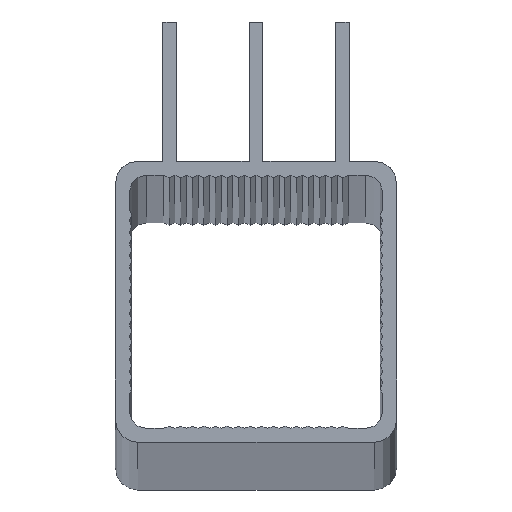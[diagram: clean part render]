
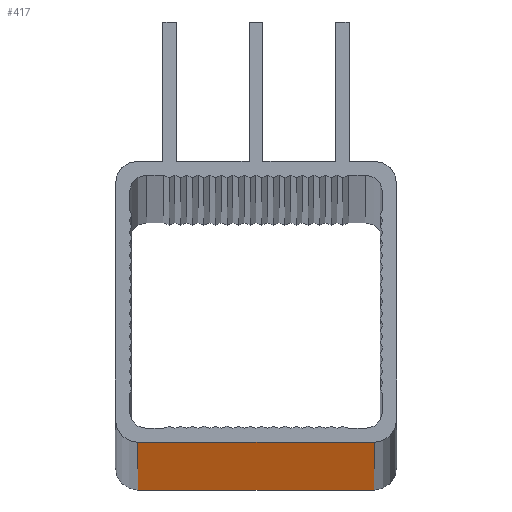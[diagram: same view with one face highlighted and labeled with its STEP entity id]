
A CAD part, top view. The second image highlights one B-rep face of the part: STEP entity #417.
In plain terms, the highlighted planar face has unit normal (0, -1, 0).
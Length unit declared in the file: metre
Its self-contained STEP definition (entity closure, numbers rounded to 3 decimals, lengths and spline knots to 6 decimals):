
#417=ADVANCED_FACE('',(#1099),#1100,.F.);
#1099=FACE_OUTER_BOUND('',#2106,.T.);
#1100=PLANE('',#2107);
#2106=EDGE_LOOP('',(#3433,#3434,#3435,#3436));
#2107=AXIS2_PLACEMENT_3D('',#3437,#3438,#3439);
#3433=ORIENTED_EDGE('',*,*,#5146,.T.);
#3434=ORIENTED_EDGE('',*,*,#5147,.F.);
#3435=ORIENTED_EDGE('',*,*,#5148,.F.);
#3436=ORIENTED_EDGE('',*,*,#5149,.T.);
#3437=CARTESIAN_POINT('',(0.342457,0.119379,0.0));
#3438=DIRECTION('',(0.0,1.0,0.0));
#3439=DIRECTION('',(0.0,0.0,1.0));
#5146=EDGE_CURVE('',#5848,#5849,#5850,.T.);
#5147=EDGE_CURVE('',#5851,#5849,#5852,.T.);
#5148=EDGE_CURVE('',#5853,#5851,#5854,.T.);
#5149=EDGE_CURVE('',#5853,#5848,#5855,.T.);
#5848=VERTEX_POINT('',#6870);
#5849=VERTEX_POINT('',#6871);
#5850=LINE('',#6872,#6873);
#5851=VERTEX_POINT('',#6874);
#5852=LINE('',#6875,#6876);
#5853=VERTEX_POINT('',#6877);
#5854=LINE('',#6878,#6879);
#5855=LINE('',#6880,#6881);
#6870=CARTESIAN_POINT('',(0.364047,0.119379,2.4892));
#6871=CARTESIAN_POINT('',(0.342457,0.119379,2.4892));
#6872=CARTESIAN_POINT('',(0.342457,0.119379,2.4892));
#6873=VECTOR('',#8166,1.0);
#6874=CARTESIAN_POINT('',(0.342457,0.119379,0.0));
#6875=CARTESIAN_POINT('',(0.342457,0.119379,0.0));
#6876=VECTOR('',#8167,1.0);
#6877=CARTESIAN_POINT('',(0.364047,0.119379,0.0));
#6878=CARTESIAN_POINT('',(0.342457,0.119379,0.0));
#6879=VECTOR('',#8168,1.0);
#6880=CARTESIAN_POINT('',(0.364047,0.119379,0.0));
#6881=VECTOR('',#8169,1.0);
#8166=DIRECTION('',(-1.0,0.0,0.0));
#8167=DIRECTION('',(0.0,0.0,1.0));
#8168=DIRECTION('',(-1.0,0.0,0.0));
#8169=DIRECTION('',(0.0,0.0,1.0));
